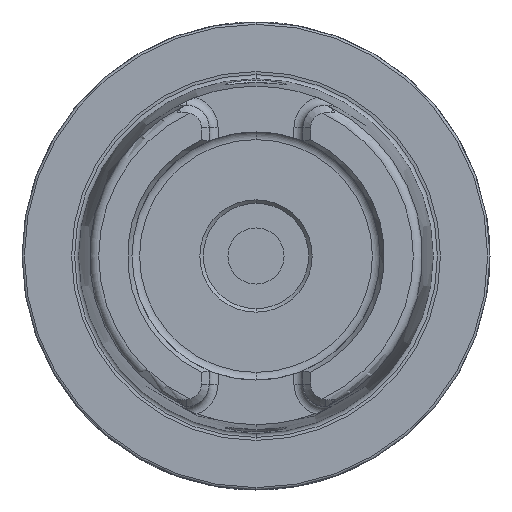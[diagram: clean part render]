
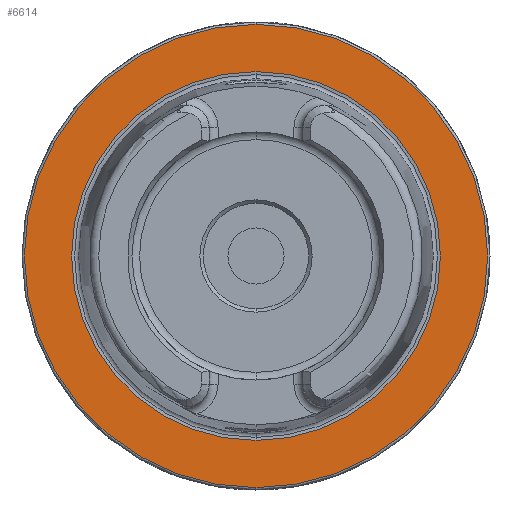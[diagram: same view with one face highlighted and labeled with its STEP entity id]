
A CAD part, left-side view. The second image highlights one B-rep face of the part: STEP entity #6614.
In plain terms, the highlighted planar face has unit normal (-1, 0, 0).
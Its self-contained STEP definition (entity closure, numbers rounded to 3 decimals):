
#98 = VERTEX_POINT ( 'NONE', #7989 ) ;
#100 = VERTEX_POINT ( 'NONE', #7991 ) ;
#101 = VERTEX_POINT ( 'NONE', #7992 ) ;
#150 = VERTEX_POINT ( 'NONE', #8041 ) ;
#202 = CARTESIAN_POINT ( 'NONE',  ( 0., 0., 0. ) ) ;
#203 = DIRECTION ( 'NONE',  ( -1., 0., 0. ) ) ;
#204 = DIRECTION ( 'NONE',  ( 0., 0., 1. ) ) ;
#214 = CARTESIAN_POINT ( 'NONE',  ( 0., 0., 0. ) ) ;
#215 = DIRECTION ( 'NONE',  ( -1., 0., 0. ) ) ;
#216 = DIRECTION ( 'NONE',  ( 0., 0., 1. ) ) ;
#1035 = CARTESIAN_POINT ( 'NONE',  ( 0., 0., 0. ) ) ;
#1036 = DIRECTION ( 'NONE',  ( -1., 0., 0. ) ) ;
#1037 = DIRECTION ( 'NONE',  ( 0., 0., 1. ) ) ;
#1038 = CARTESIAN_POINT ( 'NONE',  ( 0., 0., 0. ) ) ;
#1039 = DIRECTION ( 'NONE',  ( -1., 0., 0. ) ) ;
#1040 = DIRECTION ( 'NONE',  ( 0., 0., 1. ) ) ;
#1939 = EDGE_LOOP ( 'NONE', ( #7210, #7208 ) ) ;
#2859 = CIRCLE ( 'NONE', #2862, 39.405 ) ;
#2861 = CIRCLE ( 'NONE', #2864, 49.5 ) ;
#2862 = AXIS2_PLACEMENT_3D ( 'NONE', #1035, #1036, #1037 ) ;
#2864 = AXIS2_PLACEMENT_3D ( 'NONE', #1038, #1039, #1040 ) ;
#3476 = CIRCLE ( 'NONE', #3479, 49.5 ) ;
#3479 = AXIS2_PLACEMENT_3D ( 'NONE', #202, #203, #204 ) ;
#3482 = CIRCLE ( 'NONE', #3486, 39.405 ) ;
#3486 = AXIS2_PLACEMENT_3D ( 'NONE', #214, #215, #216 ) ;
#4648 = AXIS2_PLACEMENT_3D ( 'NONE', #5738, #5736, #5743 ) ;
#5733 = FACE_BOUND ( 'NONE', #5907, .T. ) ;
#5736 = DIRECTION ( 'NONE',  ( 1., 0., 0. ) ) ;
#5738 = CARTESIAN_POINT ( 'NONE',  ( 0., 49.5, 0. ) ) ;
#5740 = FACE_OUTER_BOUND ( 'NONE', #1939, .T. ) ;
#5741 = PLANE ( 'NONE',  #4648 ) ;
#5743 = DIRECTION ( 'NONE',  ( 0., 0., -1. ) ) ;
#5907 = EDGE_LOOP ( 'NONE', ( #7206, #7204 ) ) ;
#6614 = ADVANCED_FACE ( 'NONE', ( #5733, #5740 ), #5741, .F. ) ;
#7204 = ORIENTED_EDGE ( 'NONE', *, *, #10016, .F. ) ;
#7206 = ORIENTED_EDGE ( 'NONE', *, *, #10235, .F. ) ;
#7208 = ORIENTED_EDGE ( 'NONE', *, *, #10236, .T. ) ;
#7210 = ORIENTED_EDGE ( 'NONE', *, *, #10012, .T. ) ;
#7989 = CARTESIAN_POINT ( 'NONE',  ( 0., 0., -39.405 ) ) ;
#7991 = CARTESIAN_POINT ( 'NONE',  ( 0., 0., -49.5 ) ) ;
#7992 = CARTESIAN_POINT ( 'NONE',  ( 0., 0., 39.405 ) ) ;
#8041 = CARTESIAN_POINT ( 'NONE',  ( 0., 0., 49.5 ) ) ;
#10012 = EDGE_CURVE ( 'NONE', #150, #100, #3476, .T. ) ;
#10016 = EDGE_CURVE ( 'NONE', #98, #101, #3482, .T. ) ;
#10235 = EDGE_CURVE ( 'NONE', #101, #98, #2859, .T. ) ;
#10236 = EDGE_CURVE ( 'NONE', #100, #150, #2861, .T. ) ;
